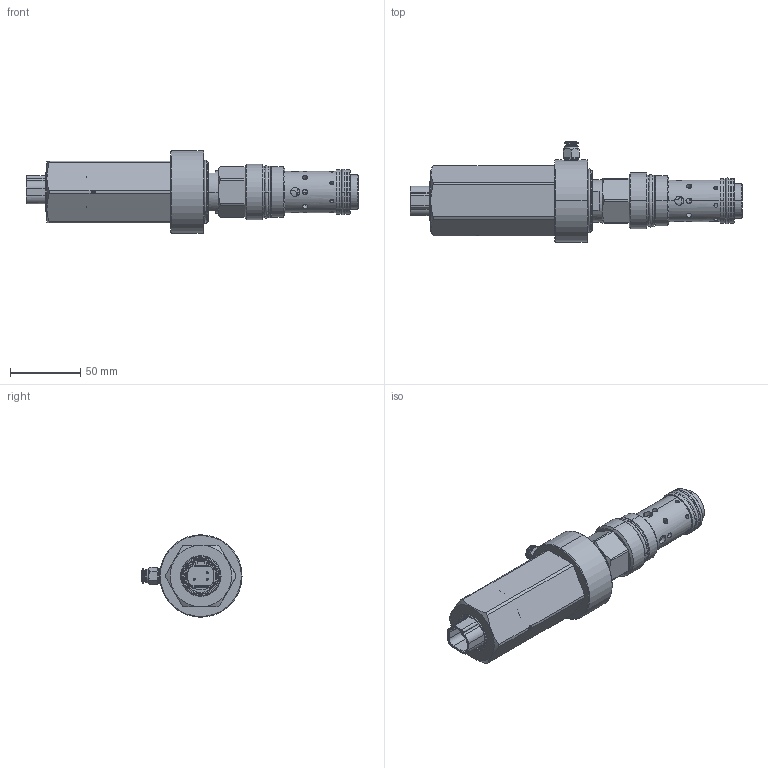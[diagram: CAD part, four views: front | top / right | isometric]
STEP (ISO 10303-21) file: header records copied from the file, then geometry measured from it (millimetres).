
FILE_DESCRIPTION((''),'2;1');
FILE_NAME('EVECXXV','2024-09-23T11:11:06',('AlainG'),('Sun Hydraulics LLC'),'CREO PARAMETRIC BY PTC INC, 2021072','CREO PARAMETRIC BY PTC INC, 2021072','');
FILE_SCHEMA(('AUTOMOTIVE_DESIGN { 1 0 10303 214 1 1 1 1 }'));
Products named in the file (1): EVECXXV
Bounding box: 235.74 x 71.08 x 58.55 mm (x, y, z)
Volume: 226864.7 mm3; surface area: 103143.4 mm2
Topology: 5 solids, 6 shells, 989 faces, 2409 edges, 1508 vertices
Faces by surface type: cylinder 444, plane 227, cone 147, torus 145, bspline 20, revolution 6
Entity records: 55532 total; most frequent: CARTESIAN_POINT 26287, DIRECTION 5016, ORIENTED_EDGE 4798, EDGE_CURVE 2399, AXIS2_PLACEMENT_3D 2111, VERTEX_POINT 1508, EDGE_LOOP 1151, CIRCLE 1139
